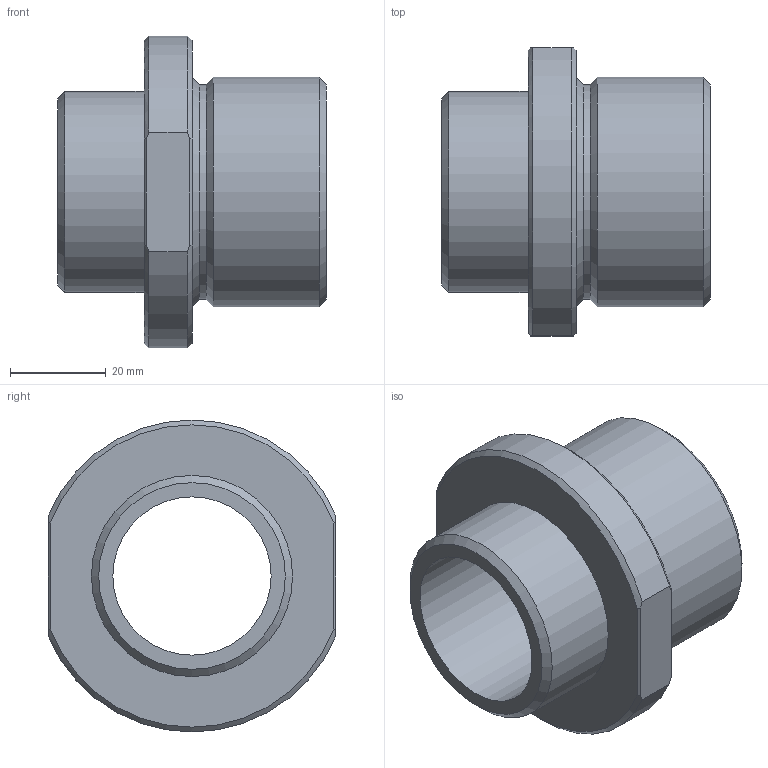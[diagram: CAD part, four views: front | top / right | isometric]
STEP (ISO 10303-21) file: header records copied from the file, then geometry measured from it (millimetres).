
FILE_DESCRIPTION (( 'STEP AP214' ), '1' );
FILE_NAME ('TUR-KN-HT50R.STEP', '2016-08-22T14:14:20', ( '' ), ( '' ), 'SwSTEP 2.0', 'SolidWorks 2016', '' );
FILE_SCHEMA (( 'AUTOMOTIVE_DESIGN' ));
Length unit declared in the file: millimetre
Products named in the file (1): TUR-KN-HT50R
Bounding box: 56 x 60 x 65 mm (x, y, z)
Volume: 51478.1 mm3; surface area: 19449.2 mm2
Topology: 1 solids, 1 shells, 36 faces, 91 edges, 60 vertices
Faces by surface type: plane 18, cylinder 9, cone 8, bspline 1
Full cylindrical faces by diameter (mm): 33 x1, 38 x1, 41.91 x1, 44.85 x1, 47.8 x1
Entity records: 1305 total; most frequent: CARTESIAN_POINT 487, ORIENTED_EDGE 156, DIRECTION 152, EDGE_CURVE 78, AXIS2_PLACEMENT_3D 62, VERTEX_POINT 56, EDGE_LOOP 50, FACE_OUTER_BOUND 41
